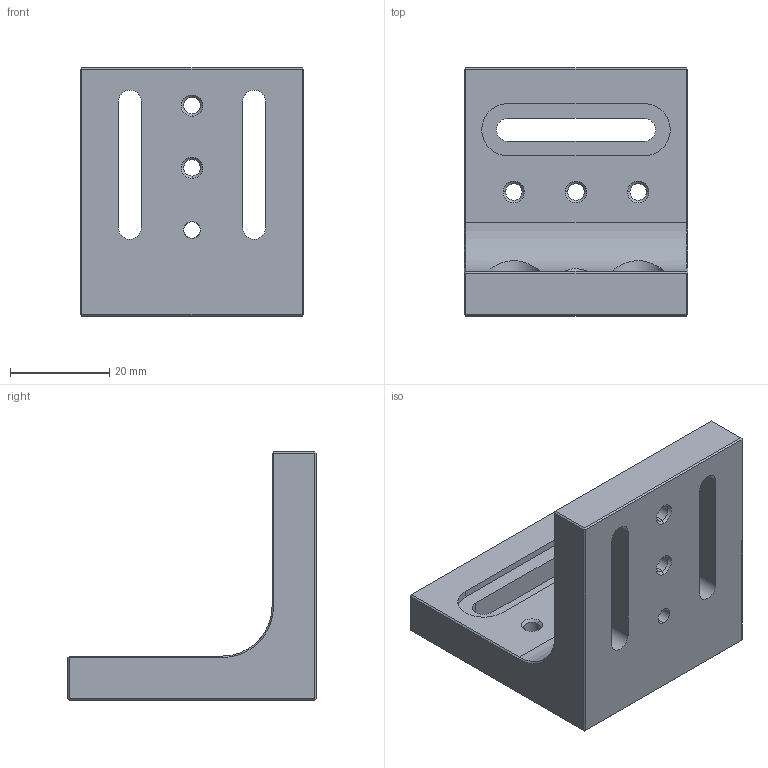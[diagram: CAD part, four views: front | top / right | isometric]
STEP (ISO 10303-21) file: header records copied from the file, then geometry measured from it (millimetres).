
FILE_DESCRIPTION (( 'STEP AP203' ), '1' );
FILE_NAME ('7.5.4.10_MCS-50C1.STEP', '2024-03-14T07:42:17', ( '' ), ( '' ), 'SwSTEP 2.0', 'SolidWorks 2021', '' );
FILE_SCHEMA (( 'CONFIG_CONTROL_DESIGN' ));
Length unit declared in the file: millimetre
Products named in the file (1): 7.5.4.10_MCS-50C1
Bounding box: 45 x 50 x 50 mm (x, y, z)
Volume: 32304.7 mm3; surface area: 11856.4 mm2
Topology: 1 solids, 1 shells, 106 faces, 255 edges, 151 vertices
Faces by surface type: plane 50, cylinder 31, cone 24, bspline 1
Entity records: 3683 total; most frequent: CARTESIAN_POINT 1069, DIRECTION 548, ORIENTED_EDGE 510, EDGE_CURVE 255, AXIS2_PLACEMENT_3D 194, VECTOR 160, LINE 160, VERTEX_POINT 151
